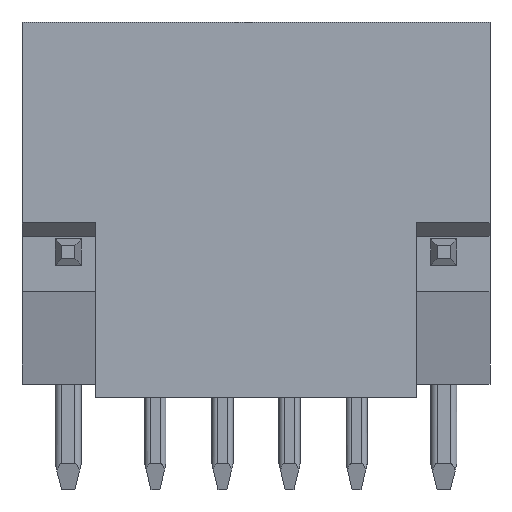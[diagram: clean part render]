
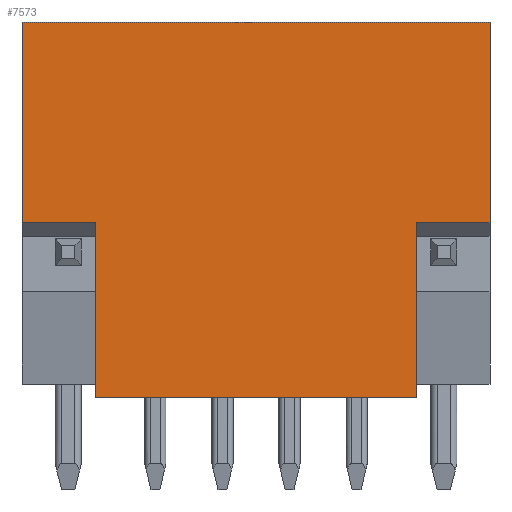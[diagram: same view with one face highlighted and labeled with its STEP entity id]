
A CAD part, left-side view. The second image highlights one B-rep face of the part: STEP entity #7573.
In plain terms, the highlighted planar face has unit normal (-1, 0, 0).
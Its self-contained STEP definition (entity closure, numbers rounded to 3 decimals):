
#592=DIRECTION('',(0.,0.,-1.));
#593=VECTOR('',#592,7.6);
#594=CARTESIAN_POINT('',(-5.25,-12.67,7.1));
#595=LINE('',#594,#593);
#636=DIRECTION('',(0.,0.,1.));
#637=VECTOR('',#636,6.6);
#638=CARTESIAN_POINT('',(-5.25,-9.87,-7.1));
#639=LINE('',#638,#637);
#828=DIRECTION('',(0.,-1.,0.));
#829=VECTOR('',#828,2.8);
#830=CARTESIAN_POINT('',(-5.25,-9.87,-0.5));
#831=LINE('',#830,#829);
#832=DIRECTION('',(0.,-1.,0.));
#833=VECTOR('',#832,2.8);
#834=CARTESIAN_POINT('',(-5.25,5.05,-0.5));
#835=LINE('',#834,#833);
#964=DIRECTION('',(0.,-1.,0.));
#965=VECTOR('',#964,12.12);
#966=CARTESIAN_POINT('',(-5.25,2.25,-7.1));
#967=LINE('',#966,#965);
#4148=DIRECTION('',(0.,1.,0.));
#4149=VECTOR('',#4148,17.72);
#4150=CARTESIAN_POINT('',(-5.25,-12.67,7.1));
#4151=LINE('',#4150,#4149);
#4397=DIRECTION('',(0.,0.,1.));
#4398=VECTOR('',#4397,7.6);
#4399=CARTESIAN_POINT('',(-5.25,5.05,-0.5));
#4400=LINE('',#4399,#4398);
#4413=DIRECTION('',(0.,0.,-1.));
#4414=VECTOR('',#4413,6.6);
#4415=CARTESIAN_POINT('',(-5.25,2.25,-0.5));
#4416=LINE('',#4415,#4414);
#5325=CARTESIAN_POINT('',(-5.25,-12.67,7.1));
#5326=CARTESIAN_POINT('',(-5.25,5.05,7.1));
#5327=VERTEX_POINT('',#5325);
#5328=VERTEX_POINT('',#5326);
#5389=CARTESIAN_POINT('',(-5.25,2.25,-7.1));
#5390=CARTESIAN_POINT('',(-5.25,-9.87,-7.1));
#5391=VERTEX_POINT('',#5389);
#5392=VERTEX_POINT('',#5390);
#5425=CARTESIAN_POINT('',(-5.25,-12.67,-0.5));
#5427=VERTEX_POINT('',#5425);
#5431=CARTESIAN_POINT('',(-5.25,-9.87,-0.5));
#5432=VERTEX_POINT('',#5431);
#5437=CARTESIAN_POINT('',(-5.25,5.05,-0.5));
#5438=VERTEX_POINT('',#5437);
#5439=CARTESIAN_POINT('',(-5.25,2.25,-0.5));
#5440=VERTEX_POINT('',#5439);
#7553=CARTESIAN_POINT('',(-5.25,-8.89,-7.1));
#7554=DIRECTION('',(-1.,0.,0.));
#7555=DIRECTION('',(0.,0.,1.));
#7556=AXIS2_PLACEMENT_3D('',#7553,#7554,#7555);
#7557=PLANE('',#7556);
#7558=ORIENTED_EDGE('',*,*,#7548,.F.);
#7559=ORIENTED_EDGE('',*,*,#7236,.F.);
#7561=ORIENTED_EDGE('',*,*,#7560,.F.);
#7563=ORIENTED_EDGE('',*,*,#7562,.F.);
#7565=ORIENTED_EDGE('',*,*,#7564,.F.);
#7567=ORIENTED_EDGE('',*,*,#7566,.T.);
#7569=ORIENTED_EDGE('',*,*,#7568,.F.);
#7570=ORIENTED_EDGE('',*,*,#7191,.T.);
#7571=EDGE_LOOP('',(#7558,#7559,#7561,#7563,#7565,#7567,#7569,#7570));
#7572=FACE_OUTER_BOUND('',#7571,.F.);
#7573=ADVANCED_FACE('',(#7572),#7557,.T.);
#7191=EDGE_CURVE('',#5327,#5427,#595,.T.);
#7236=EDGE_CURVE('',#5392,#5432,#639,.T.);
#7548=EDGE_CURVE('',#5432,#5427,#831,.T.);
#7560=EDGE_CURVE('',#5391,#5392,#967,.T.);
#7562=EDGE_CURVE('',#5440,#5391,#4416,.T.);
#7564=EDGE_CURVE('',#5438,#5440,#835,.T.);
#7566=EDGE_CURVE('',#5438,#5328,#4400,.T.);
#7568=EDGE_CURVE('',#5327,#5328,#4151,.T.);
